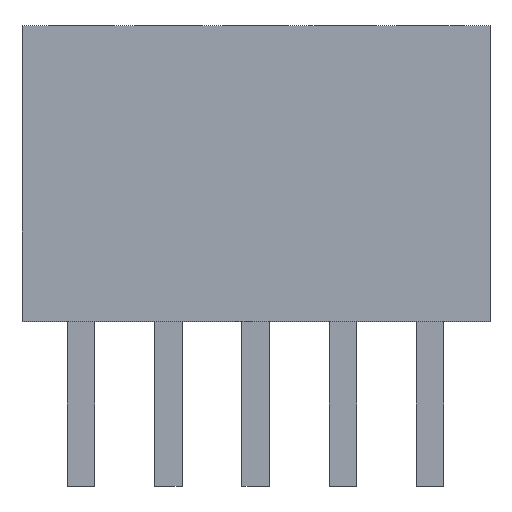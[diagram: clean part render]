
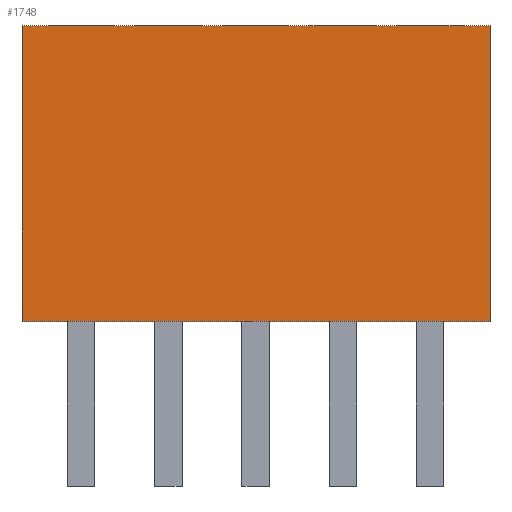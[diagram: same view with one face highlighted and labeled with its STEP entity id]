
A CAD part, top view. The second image highlights one B-rep face of the part: STEP entity #1748.
In plain terms, the highlighted planar face has unit normal (0, 0, 1).
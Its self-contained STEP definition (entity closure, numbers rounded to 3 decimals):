
#13=DIRECTION('',(1.,0.,0.));
#14=VECTOR('',#13,6.81);
#15=CARTESIAN_POINT('',(-3.405,0.,1.5));
#16=LINE('3686',#15,#14);
#221=DIRECTION('',(0.,-1.,0.));
#222=VECTOR('',#221,4.3);
#223=CARTESIAN_POINT('',(3.405,0.,1.5));
#224=LINE('3693',#223,#222);
#401=DIRECTION('',(1.,0.,0.));
#402=VECTOR('',#401,6.81);
#403=CARTESIAN_POINT('',(-3.405,-4.3,1.5));
#404=LINE('3689',#403,#402);
#409=DIRECTION('',(0.,-1.,0.));
#410=VECTOR('',#409,4.3);
#411=CARTESIAN_POINT('',(-3.405,0.,1.5));
#412=LINE('3692',#411,#410);
#1058=CARTESIAN_POINT('',(-3.405,0.,1.5));
#1060=VERTEX_POINT('',#1058);
#1061=CARTESIAN_POINT('',(3.405,0.,1.5));
#1062=VERTEX_POINT('',#1061);
#1065=CARTESIAN_POINT('',(-3.405,-4.3,1.5));
#1066=CARTESIAN_POINT('',(3.405,-4.3,1.5));
#1067=VERTEX_POINT('',#1065);
#1068=VERTEX_POINT('',#1066);
#1737=CARTESIAN_POINT('',(-3.405,0.,1.5));
#1738=DIRECTION('',(0.,0.,1.));
#1739=DIRECTION('',(1.,0.,0.));
#1740=AXIS2_PLACEMENT_3D('',#1737,#1738,#1739);
#1741=PLANE('3578',#1740);
#1742=ORIENTED_EDGE('3686',*,*,#1420,.T.);
#1743=ORIENTED_EDGE('3693',*,*,#1589,.T.);
#1744=ORIENTED_EDGE('3689',*,*,#1731,.F.);
#1745=ORIENTED_EDGE('3692',*,*,#1537,.F.);
#1746=EDGE_LOOP('3578',(#1742,#1743,#1744,#1745));
#1747=FACE_OUTER_BOUND('3578',#1746,.F.);
#1748=ADVANCED_FACE('3578',(#1747),#1741,.T.);
#1420=EDGE_CURVE('3686',#1060,#1062,#16,.T.);
#1537=EDGE_CURVE('3692',#1060,#1067,#412,.T.);
#1589=EDGE_CURVE('3693',#1062,#1068,#224,.T.);
#1731=EDGE_CURVE('3689',#1067,#1068,#404,.T.);
